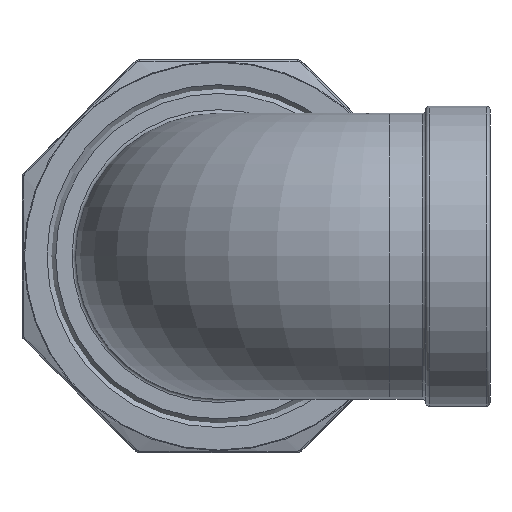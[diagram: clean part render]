
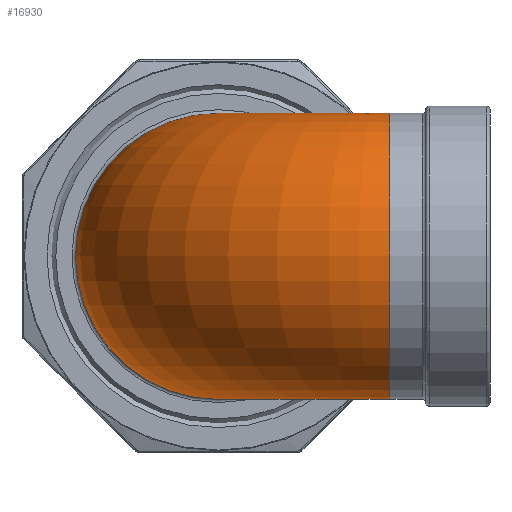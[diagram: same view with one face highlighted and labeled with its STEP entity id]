
A CAD part, left-side view. The second image highlights one B-rep face of the part: STEP entity #16930.
In plain terms, the highlighted toroidal (fillet/blend) face has major radius 24 mm and minor radius 20 mm.
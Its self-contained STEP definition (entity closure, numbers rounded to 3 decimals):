
#488 = CARTESIAN_POINT ( 'NONE',  ( -19.5, -24., 0. ) ) ;
#942 = CARTESIAN_POINT ( 'NONE',  ( -19.5, 0., 0. ) ) ;
#1033 = DIRECTION ( 'NONE',  ( 0., -1., 0. ) ) ;
#1098 = AXIS2_PLACEMENT_3D ( 'NONE', #12626, #1759, #9708 ) ;
#1759 = DIRECTION ( 'NONE',  ( 0., -1., 0. ) ) ;
#2259 = EDGE_LOOP ( 'NONE', ( #15066 ) ) ;
#2746 = FACE_OUTER_BOUND ( 'NONE', #2259, .T. ) ;
#4244 = ORIENTED_EDGE ( 'NONE', *, *, #12930, .F. ) ;
#4492 = DIRECTION ( 'NONE',  ( 1., 0., 0. ) ) ;
#7401 = EDGE_LOOP ( 'NONE', ( #4244 ) ) ;
#7851 = CARTESIAN_POINT ( 'NONE',  ( -19.5, -20., 0. ) ) ;
#7893 = AXIS2_PLACEMENT_3D ( 'NONE', #488, #9161, #4492 ) ;
#8347 = DIRECTION ( 'NONE',  ( -1., 0., 0. ) ) ;
#8565 = CIRCLE ( 'NONE', #15086, 20. ) ;
#9161 = DIRECTION ( 'NONE',  ( 0., 0., 1. ) ) ;
#9708 = DIRECTION ( 'NONE',  ( 1., 0., 0. ) ) ;
#10419 = EDGE_CURVE ( 'NONE', #18305, #18305, #8565, .T. ) ;
#10768 = VERTEX_POINT ( 'NONE', #16676 ) ;
#12626 = CARTESIAN_POINT ( 'NONE',  ( -43.5, -24., 0. ) ) ;
#12930 = EDGE_CURVE ( 'NONE', #10768, #10768, #13534, .T. ) ;
#13534 = CIRCLE ( 'NONE', #1098, 20. ) ;
#15066 = ORIENTED_EDGE ( 'NONE', *, *, #10419, .T. ) ;
#15086 = AXIS2_PLACEMENT_3D ( 'NONE', #942, #8347, #1033 ) ;
#16278 = TOROIDAL_SURFACE ( 'NONE', #7893, 24., 20. ) ;
#16676 = CARTESIAN_POINT ( 'NONE',  ( -23.5, -24., 0. ) ) ;
#16930 = ADVANCED_FACE ( 'NONE', ( #19135, #2746 ), #16278, .T. ) ;
#18305 = VERTEX_POINT ( 'NONE', #7851 ) ;
#19135 = FACE_OUTER_BOUND ( 'NONE', #7401, .T. ) ;
